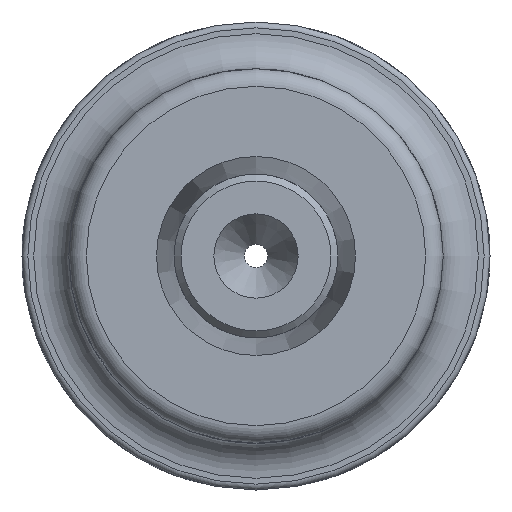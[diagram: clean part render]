
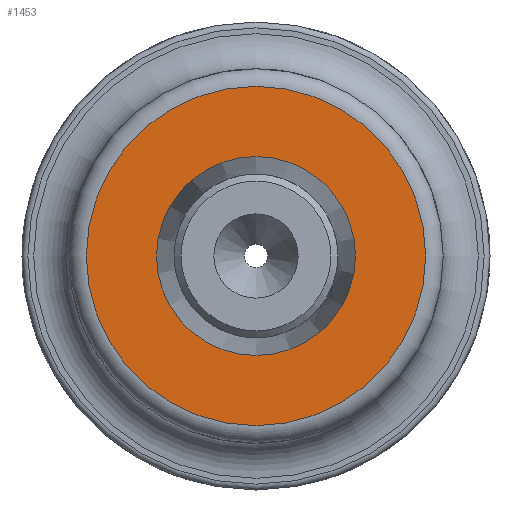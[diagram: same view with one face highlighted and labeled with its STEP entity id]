
A CAD part, left-side view. The second image highlights one B-rep face of the part: STEP entity #1453.
In plain terms, the highlighted planar face has unit normal (-1, 0, 0).
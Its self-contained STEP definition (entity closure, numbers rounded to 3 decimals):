
#1419=CARTESIAN_POINT('',(-70.0,0.0,14.5));
#1420=VERTEX_POINT('',#1419);
#1421=CARTESIAN_POINT('',(-70.0,0.0,0.0));
#1422=DIRECTION('',(-1.0,0.0,0.0));
#1423=DIRECTION('',(0.0,0.0,1.0));
#1424=AXIS2_PLACEMENT_3D('',#1421,#1422,#1423);
#1425=CIRCLE('',#1424,14.5);
#1426=EDGE_CURVE('',#1420,#1420,#1425,.T.);
#1434=CARTESIAN_POINT('',(-70.0,0.0,11.5));
#1435=DIRECTION('',(-1.0,0.0,0.0));
#1436=DIRECTION('',(0.0,0.0,1.0));
#1437=AXIS2_PLACEMENT_3D('',#1434,#1435,#1436);
#1438=PLANE('',#1437);
#1439=ORIENTED_EDGE('',*,*,#1426,.T.);
#1440=EDGE_LOOP('',(#1439));
#1441=FACE_OUTER_BOUND('',#1440,.T.);
#1442=CARTESIAN_POINT('',(-70.0,0.0,8.5));
#1443=VERTEX_POINT('',#1442);
#1444=CARTESIAN_POINT('',(-70.0,0.0,0.0));
#1445=DIRECTION('',(-1.0,0.0,0.0));
#1446=DIRECTION('',(0.0,0.0,1.0));
#1447=AXIS2_PLACEMENT_3D('',#1444,#1445,#1446);
#1448=CIRCLE('',#1447,8.5);
#1449=EDGE_CURVE('',#1443,#1443,#1448,.T.);
#1450=ORIENTED_EDGE('',*,*,#1449,.F.);
#1451=EDGE_LOOP('',(#1450));
#1452=FACE_BOUND('',#1451,.T.);
#1453=ADVANCED_FACE('',(#1441,#1452),#1438,.T.);
